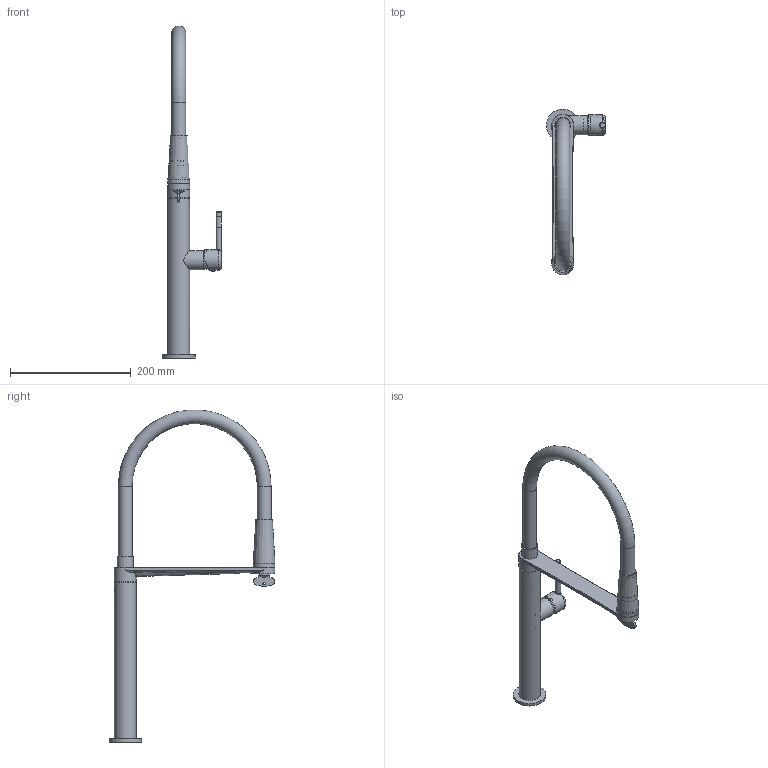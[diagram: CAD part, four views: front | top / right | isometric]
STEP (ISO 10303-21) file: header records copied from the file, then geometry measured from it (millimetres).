
FILE_DESCRIPTION (( 'STEP AP203' ), '1' );
FILE_NAME ('38EP03469.STEP', '2021-03-22T06:34:43', ( '' ), ( '' ), 'SwSTEP 2.0', 'SolidWorks 2018', '' );
FILE_SCHEMA (( 'CONFIG_CONTROL_DESIGN' ));
Length unit declared in the file: millimetre
Products named in the file (1): 38EP03469
Bounding box: 97.74 x 274.94 x 549.92 mm (x, y, z)
Volume: 346589.1 mm3; surface area: 203722.3 mm2
Topology: 13 solids, 13 shells, 379 faces, 878 edges, 561 vertices
Faces by surface type: plane 175, cylinder 104, cone 43, bspline 34, torus 22, sphere 1
Full cylindrical faces by diameter (mm): 3.3 x1, 3.5 x2, 3.8 x2, 4.2 x2, 4.5 x1, 5 x1, 5.5 x3, 6 x3, 7 x4, 7.5 x1, 8.98 x1, 9 x5, 14 x3, 15 x1, 16.5 x1, 18.5 x1, 20 x1, 20.5 x1, 21 x2, 22 x1, 22.5 x1, 23 x3, 23.2 x1, 23.5 x5, 25 x2, 25.5 x1, 25.8 x2, 26 x4, 26.1 x1, 26.5 x1
Entity records: 12425 total; most frequent: CARTESIAN_POINT 4718, DIRECTION 1576, ORIENTED_EDGE 1368, EDGE_CURVE 684, AXIS2_PLACEMENT_3D 677, EDGE_LOOP 590, VERTEX_POINT 508, FACE_OUTER_BOUND 474
